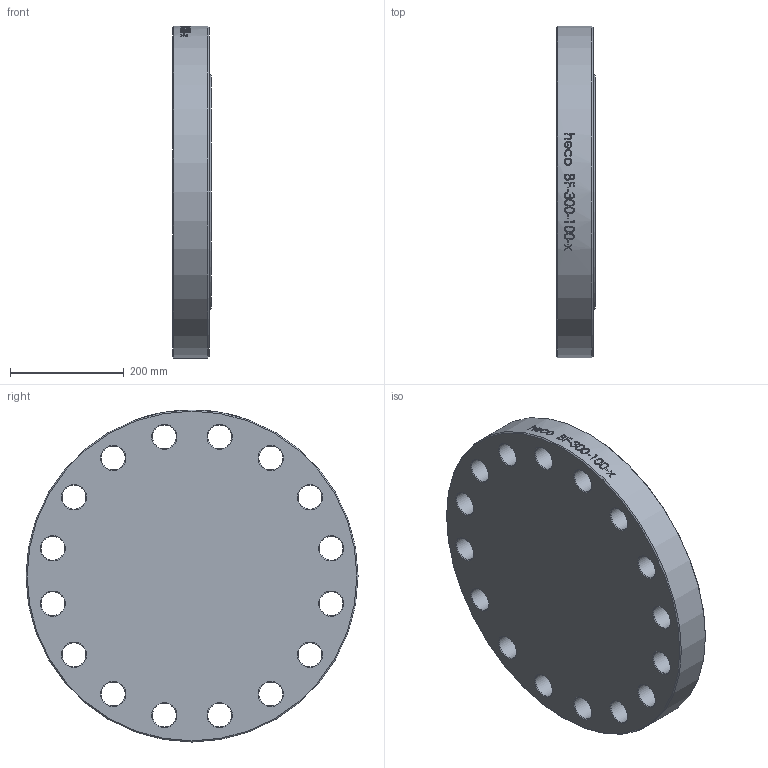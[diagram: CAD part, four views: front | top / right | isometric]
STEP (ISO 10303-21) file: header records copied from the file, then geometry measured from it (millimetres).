
FILE_DESCRIPTION (( 'STEP AP214' ), '1' );
FILE_NAME ('BF-300-100-x Blindflansch PN100 DIN2527 EN1092 2103.STEP', '2021-03-12T11:14:54', ( '' ), ( '' ), 'SwSTEP 2.0', 'SolidWorks 2019', '' );
FILE_SCHEMA (( 'AUTOMOTIVE_DESIGN' ));
Length unit declared in the file: millimetre
Products named in the file (1): BF-300-100-x Blindflansch PN100 DIN2527 EN1092 2103
Bounding box: 68 x 585 x 585 mm (x, y, z)
Volume: 16307614.6 mm3; surface area: 740859.9 mm2
Topology: 1 solids, 1 shells, 79 faces, 298 edges, 246 vertices
Faces by surface type: cylinder 41, cone 35, plane 3
Full cylindrical faces by diameter (mm): 42 x16, 585 x1
Entity records: 8912 total; most frequent: CARTESIAN_POINT 6432, ORIENTED_EDGE 458, DIRECTION 384, EDGE_CURVE 229, VERTEX_POINT 229, EDGE_LOOP 188, AXIS2_PLACEMENT_3D 181, B_SPLINE_CURVE_WITH_KNOTS 106
